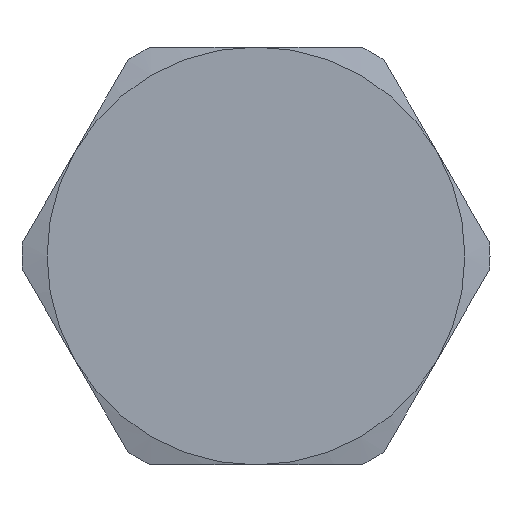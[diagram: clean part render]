
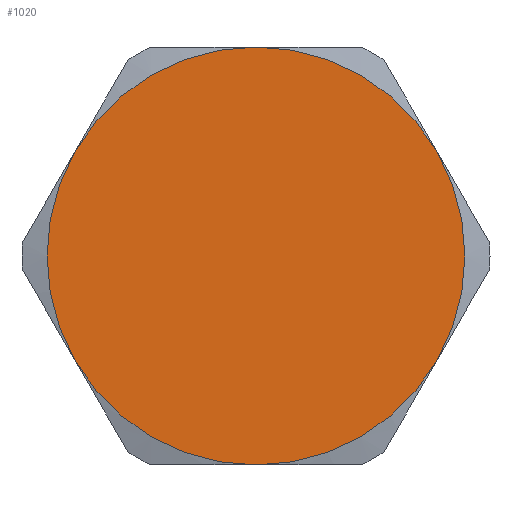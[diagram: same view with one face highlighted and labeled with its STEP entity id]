
A CAD part, front view. The second image highlights one B-rep face of the part: STEP entity #1020.
In plain terms, the highlighted planar face has unit normal (0, -1, 0).
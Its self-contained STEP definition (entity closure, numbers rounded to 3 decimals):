
#23 = DIRECTION ( 'NONE',  ( 0., 0., 1. ) ) ;
#33 = VERTEX_POINT ( 'NONE', #813 ) ;
#46 = EDGE_CURVE ( 'NONE', #334, #61, #865, .T. ) ;
#61 = VERTEX_POINT ( 'NONE', #468 ) ;
#90 = VERTEX_POINT ( 'NONE', #551 ) ;
#130 = CARTESIAN_POINT ( 'NONE',  ( 0., 0., 0. ) ) ;
#137 = EDGE_LOOP ( 'NONE', ( #558, #1109, #275, #140, #915, #1187 ) ) ;
#140 = ORIENTED_EDGE ( 'NONE', *, *, #459, .T. ) ;
#151 = CARTESIAN_POINT ( 'NONE',  ( 0., 0., 0. ) ) ;
#160 = CARTESIAN_POINT ( 'NONE',  ( -17.321, 0., -10. ) ) ;
#163 = DIRECTION ( 'NONE',  ( 0., 0., 1. ) ) ;
#249 = DIRECTION ( 'NONE',  ( 0., 0., 1. ) ) ;
#251 = DIRECTION ( 'NONE',  ( 0., -1., 0. ) ) ;
#275 = ORIENTED_EDGE ( 'NONE', *, *, #977, .T. ) ;
#316 = PLANE ( 'NONE',  #1235 ) ;
#320 = DIRECTION ( 'NONE',  ( 0., 0., 1. ) ) ;
#322 = AXIS2_PLACEMENT_3D ( 'NONE', #591, #890, #320 ) ;
#334 = VERTEX_POINT ( 'NONE', #910 ) ;
#341 = CARTESIAN_POINT ( 'NONE',  ( 0., 0., 0. ) ) ;
#374 = CARTESIAN_POINT ( 'NONE',  ( 0., 0., 0. ) ) ;
#397 = CIRCLE ( 'NONE', #1107, 20. ) ;
#414 = CARTESIAN_POINT ( 'NONE',  ( -20.24, 0., 20.24 ) ) ;
#419 = AXIS2_PLACEMENT_3D ( 'NONE', #130, #993, #23 ) ;
#459 = EDGE_CURVE ( 'NONE', #33, #334, #831, .T. ) ;
#468 = CARTESIAN_POINT ( 'NONE',  ( 0., 0., 20. ) ) ;
#497 = CIRCLE ( 'NONE', #996, 20. ) ;
#505 = AXIS2_PLACEMENT_3D ( 'NONE', #341, #1013, #163 ) ;
#551 = CARTESIAN_POINT ( 'NONE',  ( -17.321, 0., 10. ) ) ;
#558 = ORIENTED_EDGE ( 'NONE', *, *, #632, .T. ) ;
#591 = CARTESIAN_POINT ( 'NONE',  ( 0., 0., 0. ) ) ;
#632 = EDGE_CURVE ( 'NONE', #90, #1080, #497, .T. ) ;
#652 = DIRECTION ( 'NONE',  ( 0., 0., 1. ) ) ;
#699 = DIRECTION ( 'NONE',  ( 0., -1., 0. ) ) ;
#775 = AXIS2_PLACEMENT_3D ( 'NONE', #809, #251, #249 ) ;
#809 = CARTESIAN_POINT ( 'NONE',  ( 0., 0., 0. ) ) ;
#813 = CARTESIAN_POINT ( 'NONE',  ( 17.321, 0., -10. ) ) ;
#831 = CIRCLE ( 'NONE', #322, 20. ) ;
#865 = CIRCLE ( 'NONE', #505, 20. ) ;
#885 = CARTESIAN_POINT ( 'NONE',  ( 0., 0., -20. ) ) ;
#890 = DIRECTION ( 'NONE',  ( 0., -1., 0. ) ) ;
#894 = FACE_OUTER_BOUND ( 'NONE', #137, .T. ) ;
#904 = DIRECTION ( 'NONE',  ( 0., 0., -1. ) ) ;
#908 = DIRECTION ( 'NONE',  ( 0., -1., 0. ) ) ;
#910 = CARTESIAN_POINT ( 'NONE',  ( 17.321, 0., 10. ) ) ;
#915 = ORIENTED_EDGE ( 'NONE', *, *, #46, .T. ) ;
#923 = DIRECTION ( 'NONE',  ( 0., 0., 1. ) ) ;
#974 = VERTEX_POINT ( 'NONE', #885 ) ;
#977 = EDGE_CURVE ( 'NONE', #974, #33, #1120, .T. ) ;
#993 = DIRECTION ( 'NONE',  ( 0., -1., 0. ) ) ;
#996 = AXIS2_PLACEMENT_3D ( 'NONE', #374, #1044, #652 ) ;
#1013 = DIRECTION ( 'NONE',  ( 0., -1., 0. ) ) ;
#1020 = ADVANCED_FACE ( 'NONE', ( #894 ), #316, .T. ) ;
#1044 = DIRECTION ( 'NONE',  ( 0., -1., 0. ) ) ;
#1080 = VERTEX_POINT ( 'NONE', #160 ) ;
#1085 = EDGE_CURVE ( 'NONE', #1080, #974, #397, .T. ) ;
#1097 = EDGE_CURVE ( 'NONE', #61, #90, #1106, .T. ) ;
#1106 = CIRCLE ( 'NONE', #775, 20. ) ;
#1107 = AXIS2_PLACEMENT_3D ( 'NONE', #151, #908, #923 ) ;
#1109 = ORIENTED_EDGE ( 'NONE', *, *, #1085, .T. ) ;
#1120 = CIRCLE ( 'NONE', #419, 20. ) ;
#1187 = ORIENTED_EDGE ( 'NONE', *, *, #1097, .T. ) ;
#1235 = AXIS2_PLACEMENT_3D ( 'NONE', #414, #699, #904 ) ;
